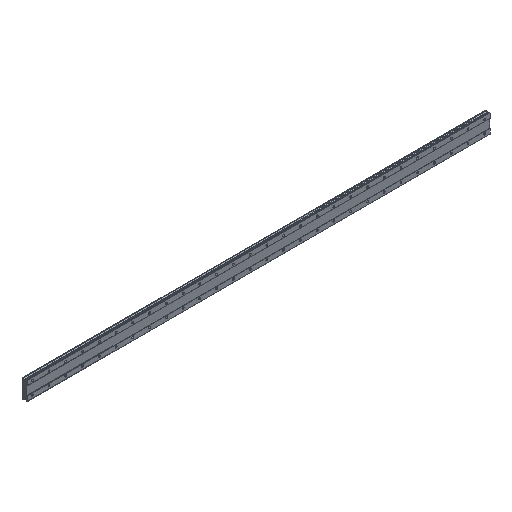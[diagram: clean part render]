
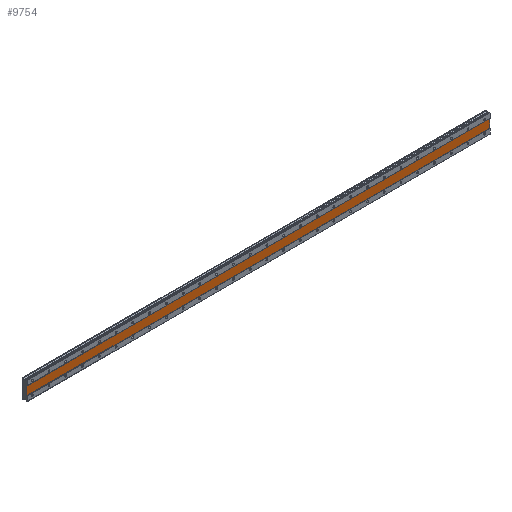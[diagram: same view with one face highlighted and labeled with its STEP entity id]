
A CAD part, isometric view. The second image highlights one B-rep face of the part: STEP entity #9754.
In plain terms, the highlighted planar face has unit normal (0, -1, 0).
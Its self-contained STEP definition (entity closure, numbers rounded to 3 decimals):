
#148 = LINE ( 'NONE', #2456, #2372 ) ;
#259 = ORIENTED_EDGE ( 'NONE', *, *, #7073, .T. ) ;
#367 = CARTESIAN_POINT ( 'NONE',  ( 2185., 1., -20. ) ) ;
#385 = ORIENTED_EDGE ( 'NONE', *, *, #9350, .F. ) ;
#669 = DIRECTION ( 'NONE',  ( 1., 0., 0. ) ) ;
#890 = CARTESIAN_POINT ( 'NONE',  ( -25., 1., -20. ) ) ;
#985 = DIRECTION ( 'NONE',  ( 0., 0., 1. ) ) ;
#995 = VERTEX_POINT ( 'NONE', #9360 ) ;
#996 = DIRECTION ( 'NONE',  ( 0., 0., -1. ) ) ;
#1226 = VERTEX_POINT ( 'NONE', #3841 ) ;
#1723 = PLANE ( 'NONE',  #5860 ) ;
#1768 = DIRECTION ( 'NONE',  ( 0., 1., 0. ) ) ;
#1855 = CARTESIAN_POINT ( 'NONE',  ( -25., 1., 20. ) ) ;
#2157 = VERTEX_POINT ( 'NONE', #1855 ) ;
#2372 = VECTOR ( 'NONE', #996, 1000. ) ;
#2456 = CARTESIAN_POINT ( 'NONE',  ( 2185., 1., 44.91 ) ) ;
#3336 = FACE_OUTER_BOUND ( 'NONE', #4264, .T. ) ;
#3685 = LINE ( 'NONE', #367, #8030 ) ;
#3841 = CARTESIAN_POINT ( 'NONE',  ( 2185., 1., 20. ) ) ;
#3945 = EDGE_CURVE ( 'NONE', #995, #8617, #3685, .T. ) ;
#4249 = CARTESIAN_POINT ( 'NONE',  ( 2185., 1., 20. ) ) ;
#4264 = EDGE_LOOP ( 'NONE', ( #5360, #385, #9375, #259 ) ) ;
#4711 = CARTESIAN_POINT ( 'NONE',  ( -25., 1., 44.91 ) ) ;
#5360 = ORIENTED_EDGE ( 'NONE', *, *, #3945, .F. ) ;
#5455 = DIRECTION ( 'NONE',  ( 0., 0., -1. ) ) ;
#5860 = AXIS2_PLACEMENT_3D ( 'NONE', #8610, #1768, #985 ) ;
#7073 = EDGE_CURVE ( 'NONE', #2157, #8617, #9238, .T. ) ;
#7700 = DIRECTION ( 'NONE',  ( -1., 0., 0. ) ) ;
#8030 = VECTOR ( 'NONE', #7700, 1000. ) ;
#8084 = LINE ( 'NONE', #4249, #9186 ) ;
#8610 = CARTESIAN_POINT ( 'NONE',  ( 2185., 1., 20. ) ) ;
#8617 = VERTEX_POINT ( 'NONE', #890 ) ;
#8692 = VECTOR ( 'NONE', #5455, 1000. ) ;
#9073 = EDGE_CURVE ( 'NONE', #2157, #1226, #8084, .T. ) ;
#9186 = VECTOR ( 'NONE', #669, 1000. ) ;
#9238 = LINE ( 'NONE', #4711, #8692 ) ;
#9350 = EDGE_CURVE ( 'NONE', #1226, #995, #148, .T. ) ;
#9360 = CARTESIAN_POINT ( 'NONE',  ( 2185., 1., -20. ) ) ;
#9375 = ORIENTED_EDGE ( 'NONE', *, *, #9073, .F. ) ;
#9754 = ADVANCED_FACE ( 'NONE', ( #3336 ), #1723, .F. ) ;
